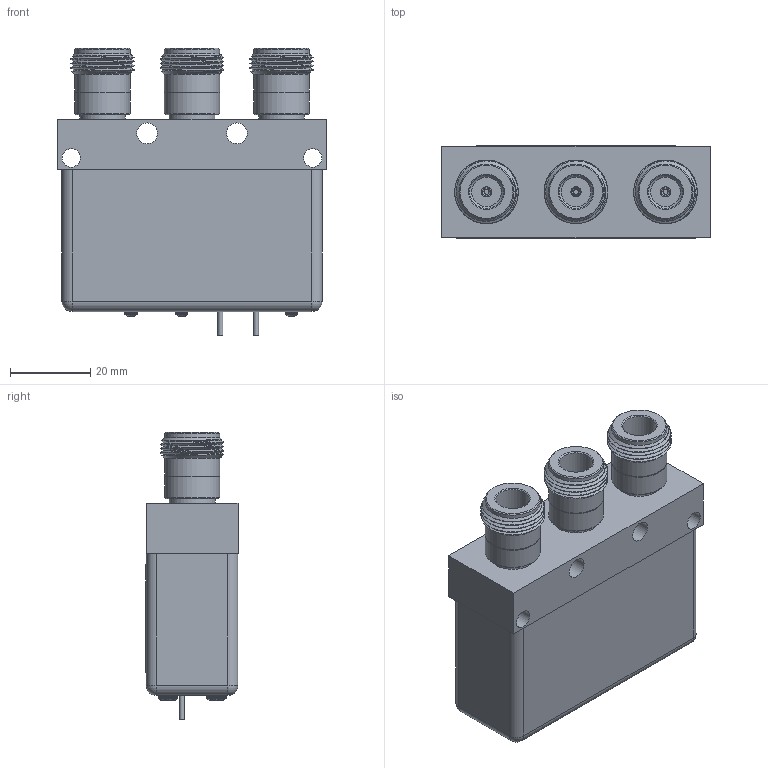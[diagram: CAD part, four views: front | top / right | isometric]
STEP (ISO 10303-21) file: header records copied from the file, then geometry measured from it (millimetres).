
FILE_DESCRIPTION (( 'STEP AP203' ), '1' );
FILE_NAME ('SEMS-4057-SPDT-N_3D.step', '2022-11-01T22:54:49', ( '' ), ( '' ), 'SwSTEP 2.0', 'SolidWorks 2021', '' );
FILE_SCHEMA (( 'CONFIG_CONTROL_DESIGN' ));
Length unit declared in the file: inch
Products named in the file (1): SEMS-4057-SPDT-N_3D
Bounding box: 67 x 22.97 x 71.7 mm (x, y, z)
Volume: 76437.4 mm3; surface area: 16827.5 mm2
Topology: 1 solids, 1 shells, 397 faces, 1057 edges, 688 vertices
Faces by surface type: plane 188, cylinder 121, cone 57, torus 12, sphere 10, bspline 9
Full cylindrical faces by diameter (mm): 1.27 x5, 2.286 x2, 2.54 x3, 3.055 x2, 3.056 x4, 4.6 x2, 5.2 x2, 8.382 x3, 11.43 x3, 13.527 x3, 13.767 x9
Entity records: 19056 total; most frequent: CARTESIAN_POINT 9946, ORIENTED_EDGE 1892, DIRECTION 1792, EDGE_CURVE 946, AXIS2_PLACEMENT_3D 706, VERTEX_POINT 658, EDGE_LOOP 506, FACE_OUTER_BOUND 444
